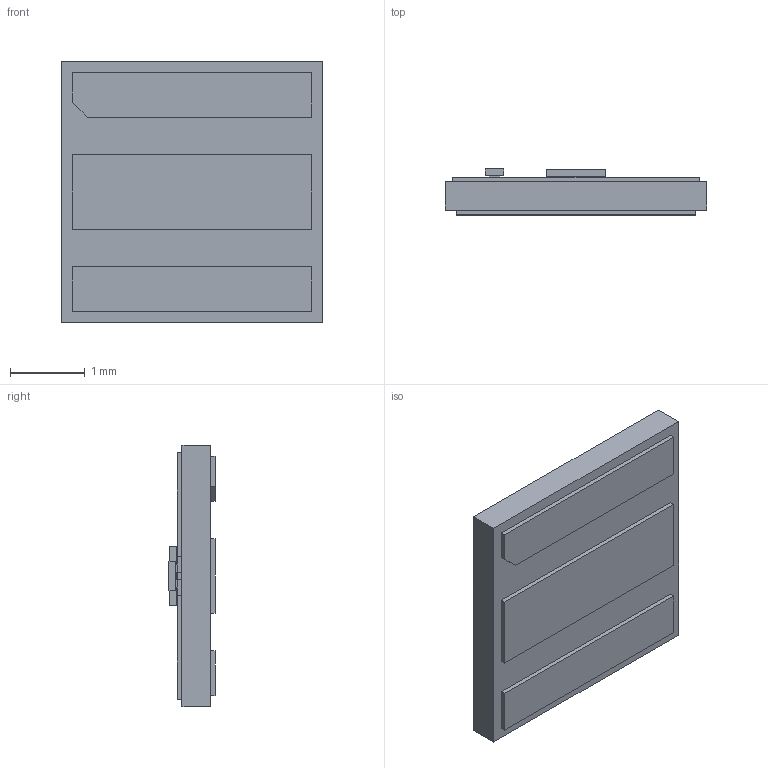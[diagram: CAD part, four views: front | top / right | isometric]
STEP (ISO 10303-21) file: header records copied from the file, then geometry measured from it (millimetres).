
FILE_DESCRIPTION (( 'STEP AP214' ), '1' );
FILE_NAME ('Detroit_wo_mask.STEP', '2020-08-11T20:12:52', ( '' ), ( '' ), 'SwSTEP 2.0', 'SolidWorks 2018', '' );
FILE_SCHEMA (( 'AUTOMOTIVE_DESIGN' ));
Length unit declared in the file: millimetre
Products named in the file (1): Detroit_wo_mask
Bounding box: 3.5 x 0.62 x 3.5 mm (x, y, z)
Volume: 5.8 mm3; surface area: 34.7 mm2
Topology: 1 solids, 1 shells, 186 faces, 525 edges, 350 vertices
Faces by surface type: plane 114, cylinder 72
Entity records: 7575 total; most frequent: CARTESIAN_POINT 1062, ORIENTED_EDGE 1050, DIRECTION 1043, EDGE_CURVE 525, VECTOR 381, LINE 381, VERTEX_POINT 350, AXIS2_PLACEMENT_3D 331
